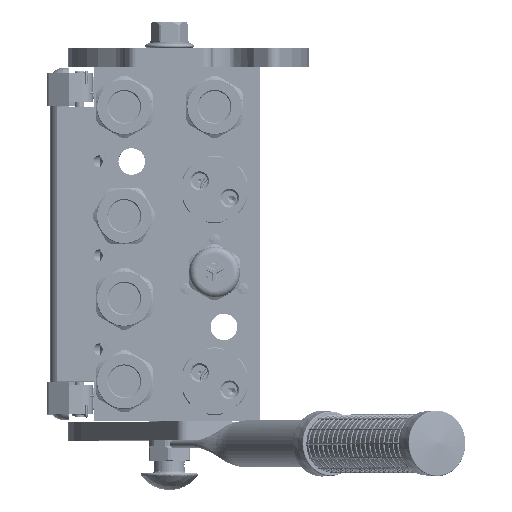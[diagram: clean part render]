
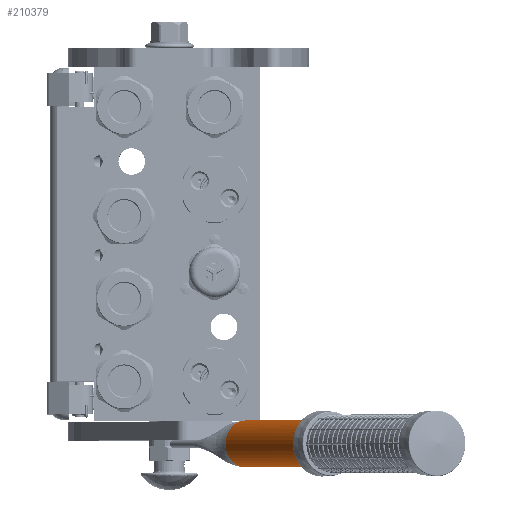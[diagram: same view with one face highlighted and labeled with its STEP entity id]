
A CAD part, top view. The second image highlights one B-rep face of the part: STEP entity #210379.
In plain terms, the highlighted cylindrical face has radius 12.5 mm (diameter 25 mm), a partial arc.
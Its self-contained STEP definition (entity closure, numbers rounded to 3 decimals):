
#158 = CARTESIAN_POINT ( 'NONE',  ( 0., 198., 0. ) ) ;
#519 = CARTESIAN_POINT ( 'NONE',  ( 12.456, 0.096, 1.087 ) ) ;
#2386 = B_SPLINE_CURVE_WITH_KNOTS ( 'NONE', 3,
 ( #108572, #21185, #235432, #62568, #193082, #20262, #172436, #128327, #147122, #86123, #237253, #191225, #83342, #519, #85225 ),
 .UNSPECIFIED., .F., .F.,
 ( 4, 2, 2, 1, 1, 1, 2, 2, 4 ),
 ( 0., 0.25, 0.375, 0.437, 0.469, 0.484, 0.492, 0.5, 1. ),
 .UNSPECIFIED. ) ;
#8963 = FACE_OUTER_BOUND ( 'NONE', #182838, .T. ) ;
#18461 = CARTESIAN_POINT ( 'NONE',  ( -12.468, 0.136, 0.889 ) ) ;
#18704 = CARTESIAN_POINT ( 'NONE',  ( -12.5, 0.24, 0. ) ) ;
#20262 = CARTESIAN_POINT ( 'NONE',  ( 12.488, 0.202, 0.541 ) ) ;
#21185 = CARTESIAN_POINT ( 'NONE',  ( 12.5, 0.24, 0.108 ) ) ;
#23828 = DIRECTION ( 'NONE',  ( 0., 1., 0. ) ) ;
#24426 = DIRECTION ( 'NONE',  ( 0., 1., 0. ) ) ;
#26179 = VERTEX_POINT ( 'NONE', #142343 ) ;
#31136 = LINE ( 'NONE', #44186, #122104 ) ;
#32921 = ORIENTED_EDGE ( 'NONE', *, *, #78450, .F. ) ;
#34848 = AXIS2_PLACEMENT_3D ( 'NONE', #261814, #153650, #132087 ) ;
#37097 = DIRECTION ( 'NONE',  ( 0., 1., 0. ) ) ;
#38187 = CARTESIAN_POINT ( 'NONE',  ( -12.474, 0.155, 0.804 ) ) ;
#40074 = CARTESIAN_POINT ( 'NONE',  ( -12.5, 0.24, 0.216 ) ) ;
#44186 = CARTESIAN_POINT ( 'NONE',  ( -12.5, 0.24, 0. ) ) ;
#53943 = CARTESIAN_POINT ( 'NONE',  ( -12.426, 0., 1.36 ) ) ;
#55097 = EDGE_CURVE ( 'NONE', #183023, #190153, #65233, .T. ) ;
#62319 = ORIENTED_EDGE ( 'NONE', *, *, #71237, .T. ) ;
#62568 = CARTESIAN_POINT ( 'NONE',  ( 12.494, 0.22, 0.394 ) ) ;
#63085 = CARTESIAN_POINT ( 'NONE',  ( 12.5, 198., 0. ) ) ;
#64534 = VECTOR ( 'NONE', #254972, 1000. ) ;
#65233 = CIRCLE ( 'NONE', #75470, 12.5 ) ;
#70518 = VERTEX_POINT ( 'NONE', #137940 ) ;
#71237 = EDGE_CURVE ( 'NONE', #26179, #251406, #235951, .T. ) ;
#75470 = AXIS2_PLACEMENT_3D ( 'NONE', #165847, #37097, #164932 ) ;
#77105 = VERTEX_POINT ( 'NONE', #18704 ) ;
#78450 = EDGE_CURVE ( 'NONE', #70518, #251406, #207146, .T. ) ;
#83342 = CARTESIAN_POINT ( 'NONE',  ( 12.472, 0.146, 0.859 ) ) ;
#84931 = CARTESIAN_POINT ( 'NONE',  ( 12.5, 0.24, 0. ) ) ;
#85225 = CARTESIAN_POINT ( 'NONE',  ( 12.426, 0., 1.36 ) ) ;
#85679 = ORIENTED_EDGE ( 'NONE', *, *, #55097, .T. ) ;
#86123 = CARTESIAN_POINT ( 'NONE',  ( 12.482, 0.18, 0.676 ) ) ;
#100307 = CARTESIAN_POINT ( 'NONE',  ( -12.466, 0.127, 0.927 ) ) ;
#101226 = CARTESIAN_POINT ( 'NONE',  ( -12.441, 0.049, 1.219 ) ) ;
#103069 = CARTESIAN_POINT ( 'NONE',  ( -12.479, 0.172, 0.721 ) ) ;
#107210 = AXIS2_PLACEMENT_3D ( 'NONE', #158, #130752, #109128 ) ;
#108572 = CARTESIAN_POINT ( 'NONE',  ( 12.5, 0.24, 0. ) ) ;
#109128 = DIRECTION ( 'NONE',  ( -1., 0., 0. ) ) ;
#122104 = VECTOR ( 'NONE', #24426, 1000. ) ;
#122146 = ORIENTED_EDGE ( 'NONE', *, *, #134929, .F. ) ;
#128327 = CARTESIAN_POINT ( 'NONE',  ( 12.484, 0.186, 0.638 ) ) ;
#130752 = DIRECTION ( 'NONE',  ( 0., 1., 0. ) ) ;
#132087 = DIRECTION ( 'NONE',  ( 1., 0., 0. ) ) ;
#134929 = EDGE_CURVE ( 'NONE', #77105, #70518, #31136, .T. ) ;
#137940 = CARTESIAN_POINT ( 'NONE',  ( -12.5, 198., 0. ) ) ;
#140582 = AXIS2_PLACEMENT_3D ( 'NONE', #155293, #23828, #174147 ) ;
#142343 = CARTESIAN_POINT ( 'NONE',  ( 12.5, 0.24, 0. ) ) ;
#147122 = CARTESIAN_POINT ( 'NONE',  ( 12.482, 0.182, 0.665 ) ) ;
#147195 = CARTESIAN_POINT ( 'NONE',  ( -12.452, 0.083, 1.1 ) ) ;
#153650 = DIRECTION ( 'NONE',  ( 0., -1., 0. ) ) ;
#155293 = CARTESIAN_POINT ( 'NONE',  ( 0., 0., 0. ) ) ;
#160802 = EDGE_CURVE ( 'NONE', #211932, #77105, #226977, .T. ) ;
#164932 = DIRECTION ( 'NONE',  ( -0.994, 0., 0.109 ) ) ;
#165847 = CARTESIAN_POINT ( 'NONE',  ( 0., 0., 0. ) ) ;
#168300 = ORIENTED_EDGE ( 'NONE', *, *, #195363, .T. ) ;
#172436 = CARTESIAN_POINT ( 'NONE',  ( 12.486, 0.195, 0.586 ) ) ;
#173614 = CYLINDRICAL_SURFACE ( 'NONE', #34848, 12.5 ) ;
#174147 = DIRECTION ( 'NONE',  ( -0.994, 0., 0.109 ) ) ;
#182838 = EDGE_LOOP ( 'NONE', ( #62319, #32921, #122146, #240530, #168300, #85679, #225657 ) ) ;
#183023 = VERTEX_POINT ( 'NONE', #234346 ) ;
#189418 = CARTESIAN_POINT ( 'NONE',  ( -12.471, 0.146, 0.847 ) ) ;
#190153 = VERTEX_POINT ( 'NONE', #191218 ) ;
#191218 = CARTESIAN_POINT ( 'NONE',  ( 12.426, 0., 1.36 ) ) ;
#191225 = CARTESIAN_POINT ( 'NONE',  ( 12.481, 0.178, 0.688 ) ) ;
#193082 = CARTESIAN_POINT ( 'NONE',  ( 12.492, 0.214, 0.452 ) ) ;
#195363 = EDGE_CURVE ( 'NONE', #211932, #183023, #197955, .T. ) ;
#197955 = CIRCLE ( 'NONE', #140582, 12.5 ) ;
#207146 = CIRCLE ( 'NONE', #107210, 12.5 ) ;
#208339 = CARTESIAN_POINT ( 'NONE',  ( -12.494, 0.221, 0.449 ) ) ;
#210379 = ADVANCED_FACE ( 'NONE', ( #8963 ), #173614, .T. ) ;
#211116 = CARTESIAN_POINT ( 'NONE',  ( -12.467, 0.131, 0.91 ) ) ;
#211932 = VERTEX_POINT ( 'NONE', #53943 ) ;
#225657 = ORIENTED_EDGE ( 'NONE', *, *, #226156, .F. ) ;
#226156 = EDGE_CURVE ( 'NONE', #26179, #190153, #2386, .T. ) ;
#226977 = B_SPLINE_CURVE_WITH_KNOTS ( 'NONE', 3,
 ( #231772, #101226, #147195, #273216, #253444, #100307, #252522, #211116, #18461, #189418, #38187, #250672, #103069, #208339, #40074, #251610 ),
 .UNSPECIFIED., .F., .F.,
 ( 4, 2, 1, 2, 2, 1, 2, 2, 4 ),
 ( 0., 0.25, 0.312, 0.328, 0.344, 0.375, 0.437, 0.5, 1. ),
 .UNSPECIFIED. ) ;
#231772 = CARTESIAN_POINT ( 'NONE',  ( -12.426, 0., 1.36 ) ) ;
#234346 = CARTESIAN_POINT ( 'NONE',  ( 0., 0., 12.5 ) ) ;
#235432 = CARTESIAN_POINT ( 'NONE',  ( 12.499, 0.235, 0.221 ) ) ;
#235951 = LINE ( 'NONE', #84931, #64534 ) ;
#237253 = CARTESIAN_POINT ( 'NONE',  ( 12.481, 0.178, 0.683 ) ) ;
#240530 = ORIENTED_EDGE ( 'NONE', *, *, #160802, .F. ) ;
#250672 = CARTESIAN_POINT ( 'NONE',  ( -12.478, 0.167, 0.748 ) ) ;
#251406 = VERTEX_POINT ( 'NONE', #63085 ) ;
#251610 = CARTESIAN_POINT ( 'NONE',  ( -12.5, 0.24, 0. ) ) ;
#252522 = CARTESIAN_POINT ( 'NONE',  ( -12.466, 0.13, 0.917 ) ) ;
#253444 = CARTESIAN_POINT ( 'NONE',  ( -12.464, 0.121, 0.953 ) ) ;
#254972 = DIRECTION ( 'NONE',  ( 0., 1., 0. ) ) ;
#261814 = CARTESIAN_POINT ( 'NONE',  ( 0., 0., 0. ) ) ;
#273216 = CARTESIAN_POINT ( 'NONE',  ( -12.461, 0.114, 0.981 ) ) ;
